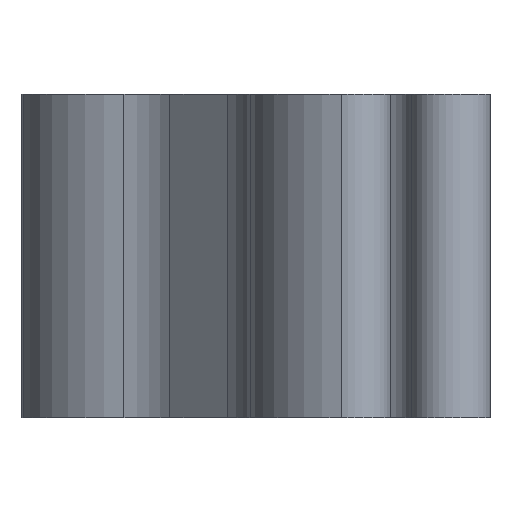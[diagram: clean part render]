
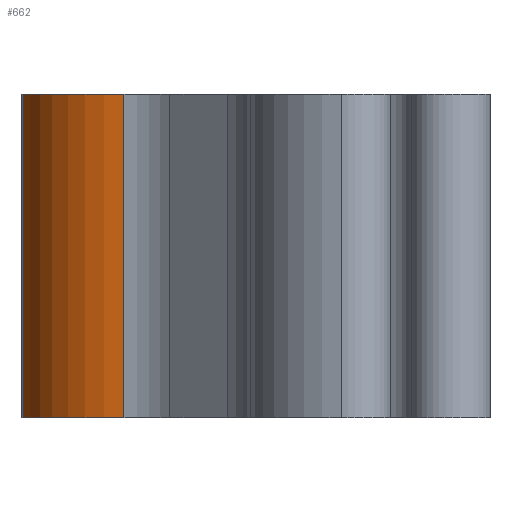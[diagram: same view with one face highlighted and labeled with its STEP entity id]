
A CAD part, left-side view. The second image highlights one B-rep face of the part: STEP entity #662.
In plain terms, the highlighted cylindrical face has radius 9.525 mm (diameter 19.05 mm), a partial arc.
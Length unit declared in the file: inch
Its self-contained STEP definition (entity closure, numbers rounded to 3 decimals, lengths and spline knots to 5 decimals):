
#21=CIRCLE($,#711,0.375);
#22=CIRCLE($,#712,0.375);
#79=CYLINDRICAL_SURFACE($,#710,0.375);
#111=FACE_OUTER_BOUND($,#148,.T.);
#148=EDGE_LOOP($,(#461,#462,#463,#464));
#187=LINE($,#1071,#230);
#188=LINE($,#1077,#231);
#230=VECTOR($,#829,0.995);
#231=VECTOR($,#836,0.995);
#276=VERTEX_POINT($,#1068);
#277=VERTEX_POINT($,#1070);
#278=VERTEX_POINT($,#1074);
#279=VERTEX_POINT($,#1076);
#350=EDGE_CURVE($,#277,#276,#187,.T.);
#352=EDGE_CURVE($,#276,#278,#21,.T.);
#353=EDGE_CURVE($,#279,#278,#188,.T.);
#354=EDGE_CURVE($,#279,#277,#22,.T.);
#461=ORIENTED_EDGE($,*,*,#352,.T.);
#462=ORIENTED_EDGE($,*,*,#353,.F.);
#463=ORIENTED_EDGE($,*,*,#354,.T.);
#464=ORIENTED_EDGE($,*,*,#350,.T.);
#662=ADVANCED_FACE($,(#111),#79,.T.);
#710=AXIS2_PLACEMENT_3D($,#1073,#832,#833);
#711=AXIS2_PLACEMENT_3D($,#1075,#834,#835);
#712=AXIS2_PLACEMENT_3D($,#1078,#837,#838);
#829=DIRECTION($,(0.,0.,-1.));
#832=DIRECTION('center_axis',(0.,0.,-1.));
#833=DIRECTION('ref_axis',(0.242,-0.97,0.));
#834=DIRECTION('center_axis',(0.,0.,1.));
#835=DIRECTION('ref_axis',(0.242,-0.97,0.));
#836=DIRECTION($,(0.,0.,-1.));
#837=DIRECTION('center_axis',(0.,0.,-1.));
#838=DIRECTION('ref_axis',(0.242,-0.97,0.));
#1068=CARTESIAN_POINT('',(0.61625,1.07093,-0.995));
#1070=CARTESIAN_POINT('',(0.61625,1.07093,0.));
#1071=CARTESIAN_POINT($,(0.61625,1.07093,0.));
#1073=CARTESIAN_POINT('Origin',(0.70711,0.70711,0.));
#1074=CARTESIAN_POINT('',(0.33588,0.76014,-0.995));
#1075=CARTESIAN_POINT('Origin',(0.70711,0.70711,-0.995));
#1076=CARTESIAN_POINT('',(0.33588,0.76014,0.));
#1077=CARTESIAN_POINT($,(0.33588,0.76014,0.));
#1078=CARTESIAN_POINT('Origin',(0.70711,0.70711,0.));
